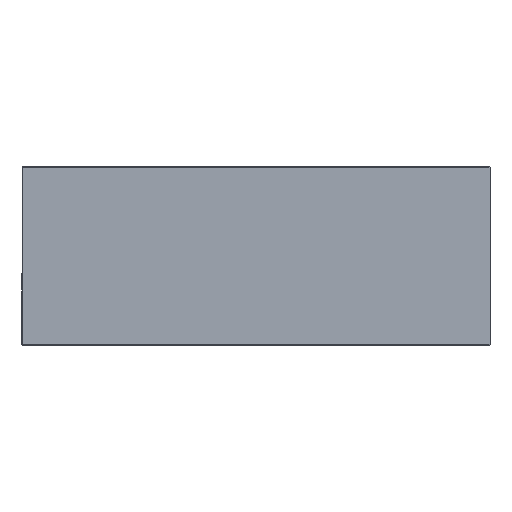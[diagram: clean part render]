
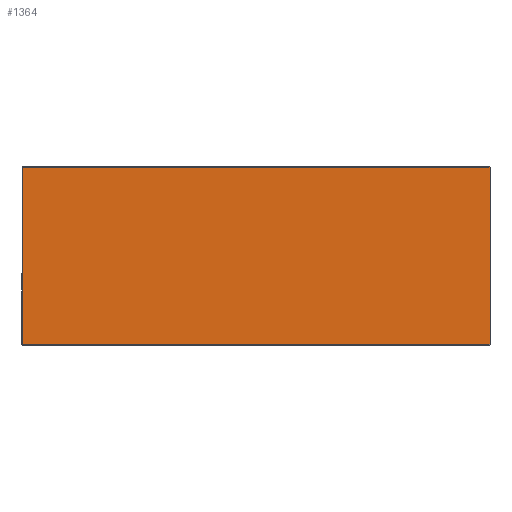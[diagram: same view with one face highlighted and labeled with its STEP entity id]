
A CAD part, top view. The second image highlights one B-rep face of the part: STEP entity #1364.
In plain terms, the highlighted face is planar.
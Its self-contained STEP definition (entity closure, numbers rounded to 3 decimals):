
#56 = EDGE_CURVE ( 'NONE', #1721, #2029, #1314, .T. ) ;
#105 = LINE ( 'NONE', #1358, #213 ) ;
#213 = VECTOR ( 'NONE', #858, 1000. ) ;
#256 = ORIENTED_EDGE ( 'NONE', *, *, #56, .F. ) ;
#298 = DIRECTION ( 'NONE',  ( 0., -1., 0. ) ) ;
#353 = CARTESIAN_POINT ( 'NONE',  ( 0., 0., 62.865 ) ) ;
#368 = VECTOR ( 'NONE', #1538, 1000. ) ;
#425 = FACE_OUTER_BOUND ( 'NONE', #883, .T. ) ;
#531 = CARTESIAN_POINT ( 'NONE',  ( 0., 0., 62.865 ) ) ;
#542 = CARTESIAN_POINT ( 'NONE',  ( 0., 47.625, 62.865 ) ) ;
#704 = ORIENTED_EDGE ( 'NONE', *, *, #1183, .F. ) ;
#721 = CARTESIAN_POINT ( 'NONE',  ( 0., 47.625, 62.865 ) ) ;
#858 = DIRECTION ( 'NONE',  ( 0., -1., 0. ) ) ;
#883 = EDGE_LOOP ( 'NONE', ( #1754, #704, #256, #909 ) ) ;
#909 = ORIENTED_EDGE ( 'NONE', *, *, #1793, .T. ) ;
#1004 = CARTESIAN_POINT ( 'NONE',  ( 0., 47.625, -62.865 ) ) ;
#1033 = VECTOR ( 'NONE', #1147, 1000. ) ;
#1072 = CARTESIAN_POINT ( 'NONE',  ( 0., 47.625, 62.865 ) ) ;
#1113 = PLANE ( 'NONE',  #1524 ) ;
#1147 = DIRECTION ( 'NONE',  ( 0., 0., -1. ) ) ;
#1183 = EDGE_CURVE ( 'NONE', #2029, #1979, #1969, .T. ) ;
#1314 = LINE ( 'NONE', #1072, #2023 ) ;
#1358 = CARTESIAN_POINT ( 'NONE',  ( 0., 47.625, -62.865 ) ) ;
#1364 = ADVANCED_FACE ( 'NONE', ( #425 ), #1113, .F. ) ;
#1455 = CARTESIAN_POINT ( 'NONE',  ( 0., 47.625, 62.865 ) ) ;
#1524 = AXIS2_PLACEMENT_3D ( 'NONE', #1455, #2112, #1623 ) ;
#1536 = VERTEX_POINT ( 'NONE', #1004 ) ;
#1538 = DIRECTION ( 'NONE',  ( 0., 0., -1. ) ) ;
#1623 = DIRECTION ( 'NONE',  ( 0., 1., 0. ) ) ;
#1682 = EDGE_CURVE ( 'NONE', #1536, #1979, #105, .T. ) ;
#1704 = CARTESIAN_POINT ( 'NONE',  ( 0., 0., -62.865 ) ) ;
#1721 = VERTEX_POINT ( 'NONE', #542 ) ;
#1754 = ORIENTED_EDGE ( 'NONE', *, *, #1682, .T. ) ;
#1793 = EDGE_CURVE ( 'NONE', #1721, #1536, #1909, .T. ) ;
#1909 = LINE ( 'NONE', #721, #368 ) ;
#1969 = LINE ( 'NONE', #353, #1033 ) ;
#1979 = VERTEX_POINT ( 'NONE', #1704 ) ;
#2023 = VECTOR ( 'NONE', #298, 1000. ) ;
#2029 = VERTEX_POINT ( 'NONE', #531 ) ;
#2112 = DIRECTION ( 'NONE',  ( 1., 0., 0. ) ) ;
